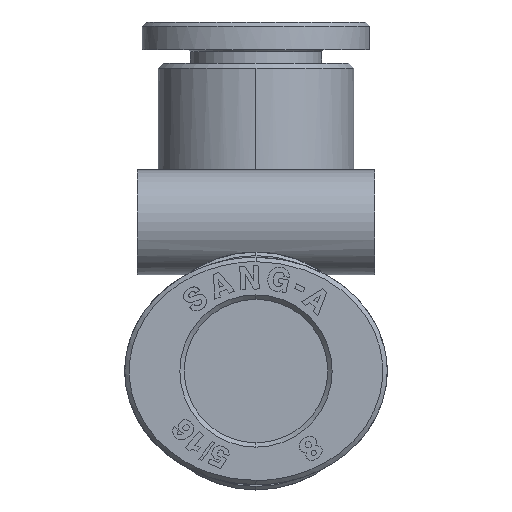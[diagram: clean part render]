
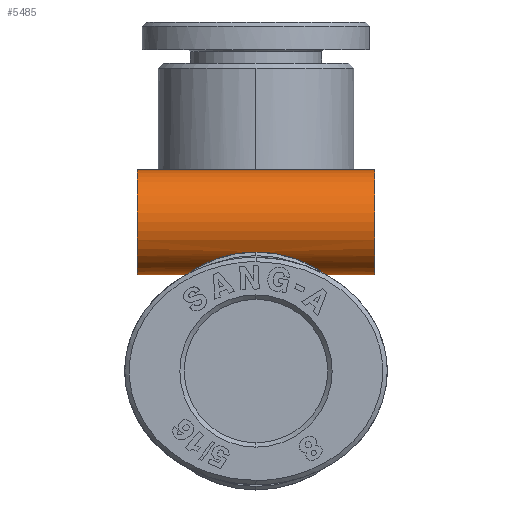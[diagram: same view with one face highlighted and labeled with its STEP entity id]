
A CAD part, left-side view. The second image highlights one B-rep face of the part: STEP entity #5485.
In plain terms, the highlighted cylindrical face has radius 3 mm (diameter 6 mm), a partial arc.
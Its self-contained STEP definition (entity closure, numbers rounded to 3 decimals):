
#437 = EDGE_CURVE ( 'NONE', #27717, #25623, #20335, .T. ) ;
#1059 = AXIS2_PLACEMENT_3D ( 'NONE', #8665, #14427, #5655 ) ;
#1170 = CARTESIAN_POINT ( 'NONE',  ( -10.472, -0.228, 6.75 ) ) ;
#1492 = CARTESIAN_POINT ( 'NONE',  ( -10.108, 2.409, 6.312 ) ) ;
#1614 = CARTESIAN_POINT ( 'NONE',  ( -8.878, 3.824, 5.573 ) ) ;
#1976 = CARTESIAN_POINT ( 'NONE',  ( -8., 6.8, 11.45 ) ) ;
#2367 = DIRECTION ( 'NONE',  ( 0., 1., 0. ) ) ;
#4117 = CARTESIAN_POINT ( 'NONE',  ( -10.294, 1.788, 6.514 ) ) ;
#4181 = CARTESIAN_POINT ( 'NONE',  ( -8.23, -3.999, 5.45 ) ) ;
#4241 = CARTESIAN_POINT ( 'NONE',  ( -9.42, 3.469, 5.801 ) ) ;
#4307 = CARTESIAN_POINT ( 'NONE',  ( -8., -3.999, 5.45 ) ) ;
#4369 = CARTESIAN_POINT ( 'NONE',  ( -8.114, 3.999, 5.45 ) ) ;
#4785 = DIRECTION ( 'NONE',  ( 0., 1., 0. ) ) ;
#5485 = ADVANCED_FACE ( 'NONE', ( #23654 ), #15641, .T. ) ;
#5518 = CARTESIAN_POINT ( 'NONE',  ( -10.472, 0., 6.75 ) ) ;
#5655 = DIRECTION ( 'NONE',  ( 0., 0., 1. ) ) ;
#5999 = CARTESIAN_POINT ( 'NONE',  ( -8., -6.8, 11.45 ) ) ;
#6368 = AXIS2_PLACEMENT_3D ( 'NONE', #15402, #12632, #9875 ) ;
#7025 = LINE ( 'NONE', #11905, #14216 ) ;
#7032 = CARTESIAN_POINT ( 'NONE',  ( -8.456, -3.963, 5.477 ) ) ;
#7230 = CARTESIAN_POINT ( 'NONE',  ( -9.931, 2.798, 6.151 ) ) ;
#7673 = VERTEX_POINT ( 'NONE', #31312 ) ;
#8665 = CARTESIAN_POINT ( 'NONE',  ( -8., 6.8, 8.45 ) ) ;
#9875 = DIRECTION ( 'NONE',  ( 0., 0., 1. ) ) ;
#9939 = CARTESIAN_POINT ( 'NONE',  ( -9.827, -2.98, 6.065 ) ) ;
#10064 = CARTESIAN_POINT ( 'NONE',  ( -8.881, -3.823, 5.574 ) ) ;
#10306 = VECTOR ( 'NONE', #22226, 1000. ) ;
#10320 = CIRCLE ( 'NONE', #1059, 3. ) ;
#11905 = CARTESIAN_POINT ( 'NONE',  ( -8., 0., 5.45 ) ) ;
#11998 = VERTEX_POINT ( 'NONE', #23025 ) ;
#12449 = CARTESIAN_POINT ( 'NONE',  ( -10.108, -2.41, 6.312 ) ) ;
#12632 = DIRECTION ( 'NONE',  ( 0., 1., 0. ) ) ;
#12633 = CARTESIAN_POINT ( 'NONE',  ( -8.23, 3.99, 5.457 ) ) ;
#12815 = CARTESIAN_POINT ( 'NONE',  ( -10.294, -1.787, 6.515 ) ) ;
#13136 = CARTESIAN_POINT ( 'NONE',  ( -9.825, 2.982, 6.064 ) ) ;
#13625 = EDGE_CURVE ( 'NONE', #24097, #22185, #10320, .T. ) ;
#13904 = B_SPLINE_CURVE_WITH_KNOTS ( 'NONE', 3,
 ( #4307, #4181, #7032, #10064, #27060, #15832, #29834, #9939, #26680, #12449, #29960, #12815, #32868, #15337, #35399, #15707, #1170, #29703 ),
 .UNSPECIFIED., .F., .F.,
 ( 4, 2, 2, 2, 2, 2, 2, 2, 4 ),
 ( -0.005, -0.005, -0.004, -0.003, -0.003, -0.002, -0.001, -0.001, 0. ),
 .UNSPECIFIED. ) ;
#14216 = VECTOR ( 'NONE', #14656, 1000. ) ;
#14427 = DIRECTION ( 'NONE',  ( 0., -1., 0. ) ) ;
#14656 = DIRECTION ( 'NONE',  ( 0., 1., 0. ) ) ;
#15337 = CARTESIAN_POINT ( 'NONE',  ( -10.407, -1.133, 6.659 ) ) ;
#15402 = CARTESIAN_POINT ( 'NONE',  ( -8., 0., 8.45 ) ) ;
#15641 = CYLINDRICAL_SURFACE ( 'NONE', #6368, 3. ) ;
#15707 = CARTESIAN_POINT ( 'NONE',  ( -10.464, -0.456, 6.739 ) ) ;
#15832 = CARTESIAN_POINT ( 'NONE',  ( -9.422, -3.467, 5.802 ) ) ;
#16241 = CARTESIAN_POINT ( 'NONE',  ( -8., 0., 11.45 ) ) ;
#17372 = EDGE_CURVE ( 'NONE', #7673, #28765, #25686, .T. ) ;
#17435 = ORIENTED_EDGE ( 'NONE', *, *, #437, .F. ) ;
#18474 = CARTESIAN_POINT ( 'NONE',  ( -10.339, 1.57, 6.57 ) ) ;
#18596 = CARTESIAN_POINT ( 'NONE',  ( -10.442, 0.907, 6.704 ) ) ;
#19035 = ORIENTED_EDGE ( 'NONE', *, *, #24929, .F. ) ;
#20151 = VECTOR ( 'NONE', #2367, 1000. ) ;
#20335 = B_SPLINE_CURVE_WITH_KNOTS ( 'NONE', 3,
 ( #21363, #29767, #18596, #18474, #4117, #33178, #1492, #7230, #13136, #26992, #4241, #32673, #1614, #21493, #35931, #12633, #4369, #27248 ),
 .UNSPECIFIED., .F., .F.,
 ( 4, 2, 2, 2, 2, 2, 2, 2, 4 ),
 ( 0., 0.001, 0.002, 0.003, 0.003, 0.004, 0.005, 0.005, 0.005 ),
 .UNSPECIFIED. ) ;
#21363 = CARTESIAN_POINT ( 'NONE',  ( -10.472, 0., 6.75 ) ) ;
#21493 = CARTESIAN_POINT ( 'NONE',  ( -8.562, 3.928, 5.501 ) ) ;
#22185 = VERTEX_POINT ( 'NONE', #32054 ) ;
#22226 = DIRECTION ( 'NONE',  ( 0., 1., 0. ) ) ;
#23025 = CARTESIAN_POINT ( 'NONE',  ( -8., -3.999, 5.45 ) ) ;
#23654 = FACE_OUTER_BOUND ( 'NONE', #36710, .T. ) ;
#24097 = VERTEX_POINT ( 'NONE', #1976 ) ;
#24486 = CARTESIAN_POINT ( 'NONE',  ( -8., 3.999, 5.45 ) ) ;
#24926 = ORIENTED_EDGE ( 'NONE', *, *, #13625, .T. ) ;
#24929 = EDGE_CURVE ( 'NONE', #25623, #22185, #7025, .T. ) ;
#25623 = VERTEX_POINT ( 'NONE', #24486 ) ;
#25686 = CIRCLE ( 'NONE', #27638, 3. ) ;
#25974 = EDGE_CURVE ( 'NONE', #11998, #27717, #13904, .T. ) ;
#26381 = LINE ( 'NONE', #16241, #10306 ) ;
#26680 = CARTESIAN_POINT ( 'NONE',  ( -9.931, -2.798, 6.151 ) ) ;
#26992 = CARTESIAN_POINT ( 'NONE',  ( -9.571, 3.316, 5.89 ) ) ;
#27060 = CARTESIAN_POINT ( 'NONE',  ( -9.077, -3.721, 5.644 ) ) ;
#27248 = CARTESIAN_POINT ( 'NONE',  ( -8., 3.999, 5.45 ) ) ;
#27410 = CARTESIAN_POINT ( 'NONE',  ( -8., -6.8, 8.45 ) ) ;
#27486 = ORIENTED_EDGE ( 'NONE', *, *, #17372, .T. ) ;
#27638 = AXIS2_PLACEMENT_3D ( 'NONE', #27410, #4785, #35965 ) ;
#27717 = VERTEX_POINT ( 'NONE', #5518 ) ;
#28467 = ORIENTED_EDGE ( 'NONE', *, *, #33680, .T. ) ;
#28765 = VERTEX_POINT ( 'NONE', #5999 ) ;
#29703 = CARTESIAN_POINT ( 'NONE',  ( -10.472, 0., 6.75 ) ) ;
#29767 = CARTESIAN_POINT ( 'NONE',  ( -10.472, 0.457, 6.75 ) ) ;
#29768 = ORIENTED_EDGE ( 'NONE', *, *, #25974, .F. ) ;
#29834 = CARTESIAN_POINT ( 'NONE',  ( -9.572, -3.315, 5.89 ) ) ;
#29960 = CARTESIAN_POINT ( 'NONE',  ( -10.179, -2.205, 6.386 ) ) ;
#31033 = CARTESIAN_POINT ( 'NONE',  ( -8., 0., 5.45 ) ) ;
#31312 = CARTESIAN_POINT ( 'NONE',  ( -8., -6.8, 5.45 ) ) ;
#32054 = CARTESIAN_POINT ( 'NONE',  ( -8., 6.8, 5.45 ) ) ;
#32673 = CARTESIAN_POINT ( 'NONE',  ( -9.076, 3.721, 5.643 ) ) ;
#32868 = CARTESIAN_POINT ( 'NONE',  ( -10.338, -1.572, 6.57 ) ) ;
#33178 = CARTESIAN_POINT ( 'NONE',  ( -10.179, 2.207, 6.386 ) ) ;
#33649 = LINE ( 'NONE', #31033, #20151 ) ;
#33680 = EDGE_CURVE ( 'NONE', #28765, #24097, #26381, .T. ) ;
#35399 = CARTESIAN_POINT ( 'NONE',  ( -10.432, -0.907, 6.693 ) ) ;
#35931 = CARTESIAN_POINT ( 'NONE',  ( -8.454, 3.954, 5.482 ) ) ;
#35965 = DIRECTION ( 'NONE',  ( 0., 0., 1. ) ) ;
#35989 = ORIENTED_EDGE ( 'NONE', *, *, #37195, .F. ) ;
#36710 = EDGE_LOOP ( 'NONE', ( #35989, #27486, #28467, #24926, #19035, #17435, #29768 ) ) ;
#37195 = EDGE_CURVE ( 'NONE', #7673, #11998, #33649, .T. ) ;
